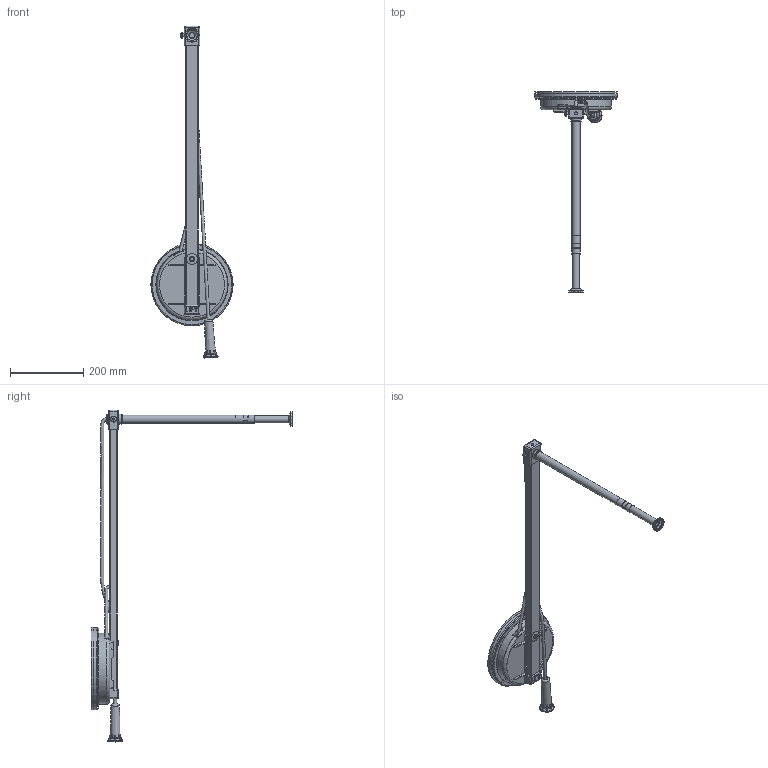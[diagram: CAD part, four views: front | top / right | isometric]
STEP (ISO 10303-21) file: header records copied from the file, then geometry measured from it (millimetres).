
FILE_DESCRIPTION(/* description */ ('Unknown'),/* implementation_level */ '2;1');
FILE_NAME(/* name */ 'ART. 101 LIFT DX ',/* time_stamp */ '2019-07-05T14:00:03+02:00',/* author */ ('Unknown'),/* organization */ ('Unknown'),/* preprocessor_version */ 'ST-DEVELOPER v16',/* originating_system */ 'DEX',/* authorisation */ $);
FILE_SCHEMA (('CONFIG_CONTROL_DESIGN'));
Length unit declared in the file: millimetre
Products named in the file (8): ASSIEME ART. 101-A; Vite Autofilettante 4_mir; Vite bombata M8x12; Parte B; Parte D; Parte A_mir; Parte A-1; Parte C_mir
Assembly tree (12 placements, depth 2):
  ASSIEME ART. 101-A
    Vite Autofilettante 4_mir  x6
    Vite bombata M8x12
    Parte B
    Parte D
    Parte A_mir
    Parte A-1
    Parte C_mir
Bounding box: 225 x 550 x 907.55 mm (x, y, z)
Volume: 1429069.1 mm3; surface area: 640642.2 mm2
Topology: 18 solids, 18 shells, 949 faces, 2429 edges, 1529 vertices
Faces by surface type: plane 315, cylinder 276, bspline 206, torus 93, cone 50, sphere 9
Full cylindrical faces by diameter (mm): 2.86 x48, 4.397 x12, 6.4 x12, 8 x2, 8.4 x6, 9 x1, 10 x2, 11 x4, 12.5 x1, 13 x1, 15 x2, 16 x1, 20 x3, 21.8 x1, 22 x2, 22.5 x1, 27.5 x2, 30 x1, 30.5 x1, 40 x1, 187.5 x1, 193.5 x1, 195.5 x1, 220 x1, 225 x2
Entity records: 36066 total; most frequent: CARTESIAN_POINT 18003, ORIENTED_EDGE 3464, DIRECTION 3058, EDGE_CURVE 1732, AXIS2_PLACEMENT_3D 1313, VERTEX_POINT 1122, FACE_BOUND 946, EDGE_LOOP 944
